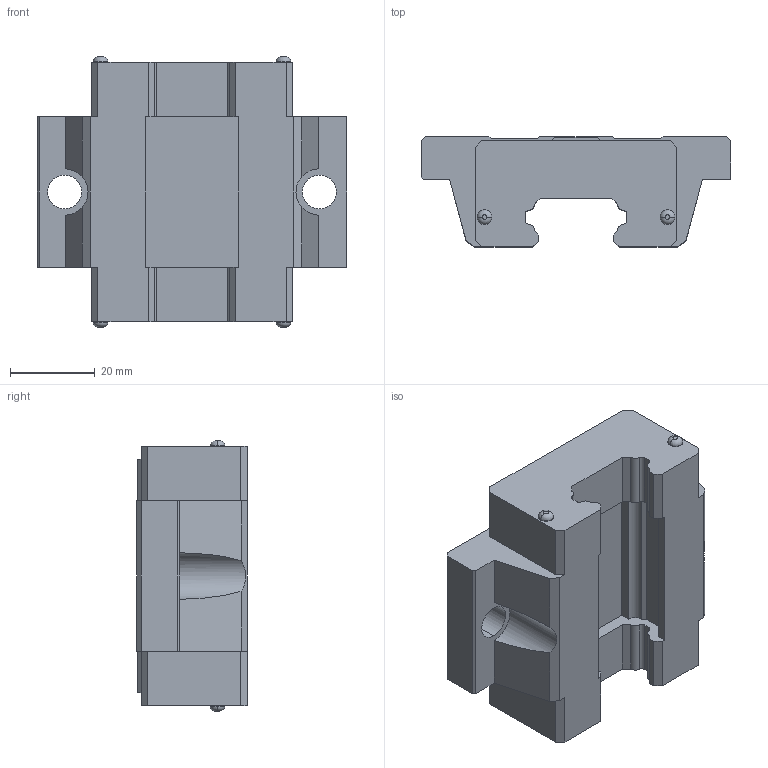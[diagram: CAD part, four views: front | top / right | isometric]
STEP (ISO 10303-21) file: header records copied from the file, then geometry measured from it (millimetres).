
FILE_DESCRIPTION (( 'STEP AP203' ), '1' );
FILE_NAME ('EGW25SC.STEP', '2007-01-12T15:30:32', ( 'HIWIN GmbH' ), ( '77654 Offenburg' ), 'SwSTEP 2.0', 'SolidWorks 2006104', '' );
FILE_SCHEMA (( 'CONFIG_CONTROL_DESIGN' ));
Length unit declared in the file: millimetre
Products named in the file (1): EGW25SC
Bounding box: 73 x 26 x 63.7 mm (x, y, z)
Volume: 66516 mm3; surface area: 15948.4 mm2
Topology: 1 solids, 5 shells, 151 faces, 403 edges, 266 vertices
Faces by surface type: plane 97, cylinder 46, torus 8
Entity records: 4782 total; most frequent: CARTESIAN_POINT 857, ORIENTED_EDGE 806, DIRECTION 801, EDGE_CURVE 403, VECTOR 285, LINE 285, VERTEX_POINT 266, AXIS2_PLACEMENT_3D 258
